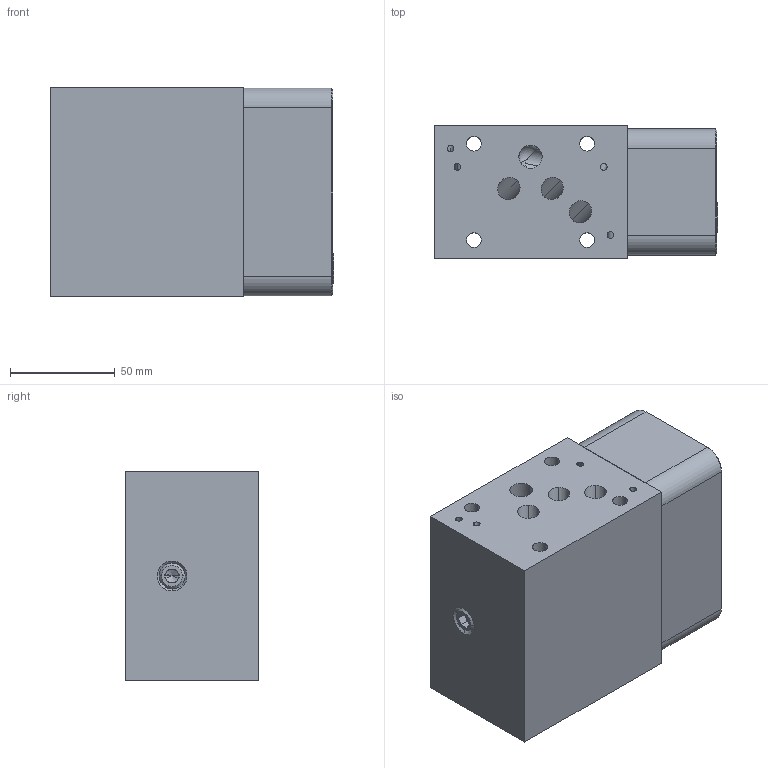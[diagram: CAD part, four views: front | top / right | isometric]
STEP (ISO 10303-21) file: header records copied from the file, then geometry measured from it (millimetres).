
FILE_DESCRIPTION((''),'2;1');
FILE_NAME('BJO_ASM','2023-11-06T',('ProEService'),(''),'PRO/ENGINEER BY PARAMETRIC TECHNOLOGY CORPORATION, 2014200','PRO/ENGINEER BY PARAMETRIC TECHNOLOGY CORPORATION, 2014200','');
FILE_SCHEMA(('CONFIG_CONTROL_DESIGN'));
Length unit declared in the file: inch
Products named in the file (4): 154-267-001; 340-003; A330-006-004; BJO_ASM
Assembly tree (3 placements, depth 2):
  BJO_ASM
    154-267-001
    340-003
    A330-006-004
Bounding box: 135.46 x 63.5 x 100.03 mm (x, y, z)
Volume: 702427.6 mm3; surface area: 94373.3 mm2
Topology: 3 solids, 3 shells, 210 faces, 845 edges, 806 vertices
Faces by surface type: cylinder 88, cone 62, plane 47, sphere 7, torus 6
Entity records: 10708 total; most frequent: CARTESIAN_POINT 3997, DIRECTION 1372, ORIENTED_EDGE 1024, VECTOR 534, LINE 534, EDGE_CURVE 512, AXIS2_PLACEMENT_3D 419, TRIMMED_CURVE 327
